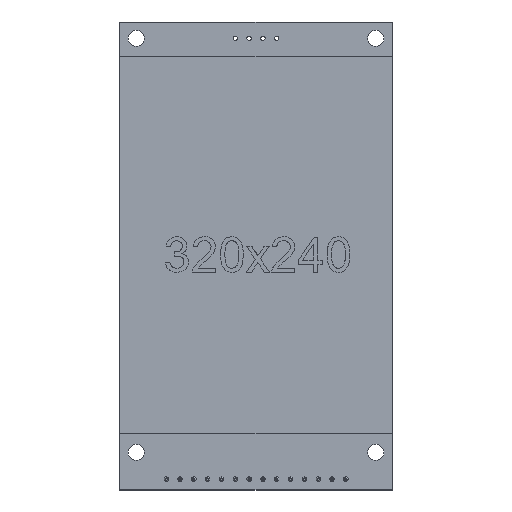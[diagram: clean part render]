
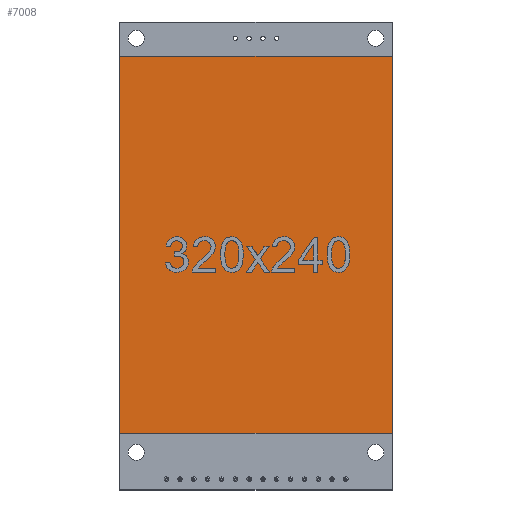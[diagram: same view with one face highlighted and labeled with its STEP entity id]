
A CAD part, top view. The second image highlights one B-rep face of the part: STEP entity #7008.
In plain terms, the highlighted planar face has unit normal (0, 0, 1).
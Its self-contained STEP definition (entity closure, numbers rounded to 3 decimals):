
#6879 = VERTEX_POINT('',#6880);
#6880 = CARTESIAN_POINT('',(0.,79.7,5.95));
#6886 = EDGE_CURVE('',#6879,#6887,#6889,.T.);
#6887 = VERTEX_POINT('',#6888);
#6888 = CARTESIAN_POINT('',(50.,79.7,5.95));
#6889 = LINE('',#6890,#6891);
#6890 = CARTESIAN_POINT('',(0.,79.7,5.95));
#6891 = VECTOR('',#6892,1.);
#6892 = DIRECTION('',(1.,0.,0.));
#6917 = EDGE_CURVE('',#6887,#6918,#6920,.T.);
#6918 = VERTEX_POINT('',#6919);
#6919 = CARTESIAN_POINT('',(50.,10.4,5.95));
#6920 = LINE('',#6921,#6922);
#6921 = CARTESIAN_POINT('',(50.,79.7,5.95));
#6922 = VECTOR('',#6923,1.);
#6923 = DIRECTION('',(0.,-1.,0.));
#6948 = EDGE_CURVE('',#6918,#6949,#6951,.T.);
#6949 = VERTEX_POINT('',#6950);
#6950 = CARTESIAN_POINT('',(0.,10.4,5.95));
#6951 = LINE('',#6952,#6953);
#6952 = CARTESIAN_POINT('',(50.,10.4,5.95));
#6953 = VECTOR('',#6954,1.);
#6954 = DIRECTION('',(-1.,0.,0.));
#6979 = EDGE_CURVE('',#6949,#6879,#6980,.T.);
#6980 = LINE('',#6981,#6982);
#6981 = CARTESIAN_POINT('',(0.,10.4,5.95));
#6982 = VECTOR('',#6983,1.);
#6983 = DIRECTION('',(0.,1.,0.));
#7008 = ADVANCED_FACE('',(#7009),#7015,.F.);
#7009 = FACE_BOUND('',#7010,.F.);
#7010 = EDGE_LOOP('',(#7011,#7012,#7013,#7014));
#7011 = ORIENTED_EDGE('',*,*,#6886,.T.);
#7012 = ORIENTED_EDGE('',*,*,#6917,.T.);
#7013 = ORIENTED_EDGE('',*,*,#6948,.T.);
#7014 = ORIENTED_EDGE('',*,*,#6979,.T.);
#7015 = PLANE('',#7016);
#7016 = AXIS2_PLACEMENT_3D('',#7017,#7018,#7019);
#7017 = CARTESIAN_POINT('',(25.,45.05,5.95));
#7018 = DIRECTION('',(-0.,-0.,-1.));
#7019 = DIRECTION('',(-1.,0.,0.));
